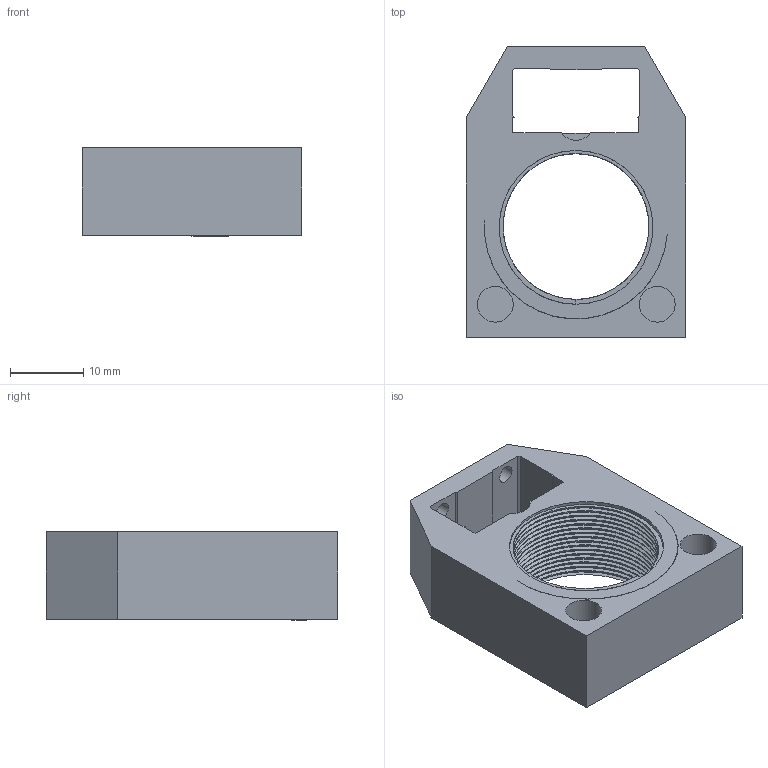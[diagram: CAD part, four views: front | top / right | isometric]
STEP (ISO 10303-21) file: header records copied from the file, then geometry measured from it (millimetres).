
FILE_DESCRIPTION(/* description */ (''),/* implementation_level */ '2;1');
FILE_NAME(/* name */ '30_Cube_lineartranslator_adapter_RMS_v3.ipt.step',/* time_stamp */ '2022-11-29T08:17:28+01:00',/* author */ ('diederichbenedict'),/* organization */ (''),/* preprocessor_version */ 'ST-DEVELOPER v18.1',/* originating_system */ 'Autodesk Inventor 2022',/* authorisation */ '');
FILE_SCHEMA (('AUTOMOTIVE_DESIGN { 1 0 10303 214 3 1 1 }'));
Length unit declared in the file: millimetre
Products named in the file (1): 30_Cube_lineartranslator_adapter_RMS_v3
Bounding box: 30 x 39.75 x 12.13 mm (x, y, z)
Volume: 7461.9 mm3; surface area: 6099.7 mm2
Topology: 1 solids, 1 shells, 82 faces, 227 edges, 150 vertices
Faces by surface type: cylinder 48, plane 30, bspline 4
Full cylindrical faces by diameter (mm): 2.4 x4, 2.8 x1, 4.9 x2, 19.9 x15, 20.616 x15
Entity records: 5840 total; most frequent: CARTESIAN_POINT 3810, ORIENTED_EDGE 454, DIRECTION 334, EDGE_CURVE 227, VERTEX_POINT 150, LINE 128, VECTOR 128, AXIS2_PLACEMENT_3D 103
